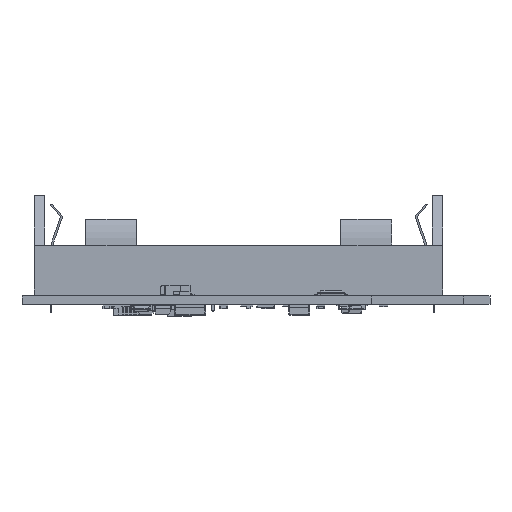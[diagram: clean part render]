
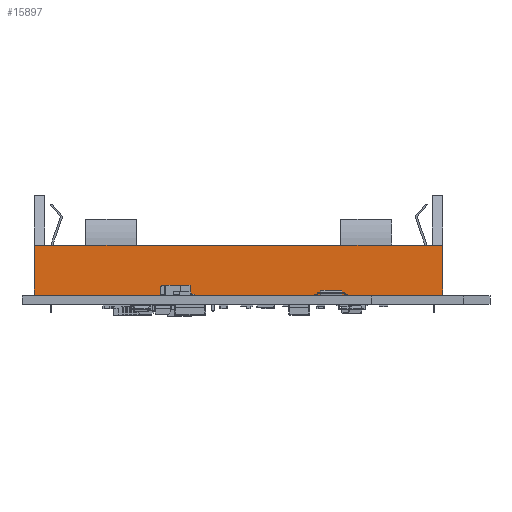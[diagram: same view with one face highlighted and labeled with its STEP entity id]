
A CAD part, front view. The second image highlights one B-rep face of the part: STEP entity #15897.
In plain terms, the highlighted planar face has unit normal (0, -1, 0).
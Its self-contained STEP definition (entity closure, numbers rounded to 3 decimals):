
#15292 = VERTEX_POINT('',#15293);
#15293 = CARTESIAN_POINT('',(-3.17,-10.45,9.6));
#15299 = EDGE_CURVE('',#15292,#15300,#15302,.T.);
#15300 = VERTEX_POINT('',#15301);
#15301 = CARTESIAN_POINT('',(6.6,-10.45,9.6));
#15302 = LINE('',#15303,#15304);
#15303 = CARTESIAN_POINT('',(-3.17,-10.45,9.6));
#15304 = VECTOR('',#15305,1.);
#15305 = DIRECTION('',(1.,0.,0.));
#15324 = VERTEX_POINT('',#15325);
#15325 = CARTESIAN_POINT('',(16.255,-10.45,9.6));
#15331 = EDGE_CURVE('',#15324,#15332,#15334,.T.);
#15332 = VERTEX_POINT('',#15333);
#15333 = CARTESIAN_POINT('',(55.105,-10.45,9.6));
#15334 = LINE('',#15335,#15336);
#15335 = CARTESIAN_POINT('',(-3.17,-10.45,9.6));
#15336 = VECTOR('',#15337,1.);
#15337 = DIRECTION('',(1.,0.,0.));
#15356 = VERTEX_POINT('',#15357);
#15357 = CARTESIAN_POINT('',(64.76,-10.45,9.6));
#15363 = EDGE_CURVE('',#15356,#15364,#15366,.T.);
#15364 = VERTEX_POINT('',#15365);
#15365 = CARTESIAN_POINT('',(74.53,-10.45,9.6));
#15366 = LINE('',#15367,#15368);
#15367 = CARTESIAN_POINT('',(-3.17,-10.45,9.6));
#15368 = VECTOR('',#15369,1.);
#15369 = DIRECTION('',(1.,0.,0.));
#15869 = VERTEX_POINT('',#15870);
#15870 = CARTESIAN_POINT('',(-3.17,-10.45,0.1));
#15876 = EDGE_CURVE('',#15869,#15292,#15877,.T.);
#15877 = LINE('',#15878,#15879);
#15878 = CARTESIAN_POINT('',(-3.17,-10.45,0.1));
#15879 = VECTOR('',#15880,1.);
#15880 = DIRECTION('',(0.,0.,1.));
#15897 = ADVANCED_FACE('',(#15898),#15930,.F.);
#15898 = FACE_BOUND('',#15899,.F.);
#15899 = EDGE_LOOP('',(#15900,#15908,#15909,#15910,#15916,#15917,#15923,
    #15924));
#15900 = ORIENTED_EDGE('',*,*,#15901,.F.);
#15901 = EDGE_CURVE('',#15869,#15902,#15904,.T.);
#15902 = VERTEX_POINT('',#15903);
#15903 = CARTESIAN_POINT('',(74.53,-10.45,0.1));
#15904 = LINE('',#15905,#15906);
#15905 = CARTESIAN_POINT('',(-3.17,-10.45,0.1));
#15906 = VECTOR('',#15907,1.);
#15907 = DIRECTION('',(1.,0.,0.));
#15908 = ORIENTED_EDGE('',*,*,#15876,.T.);
#15909 = ORIENTED_EDGE('',*,*,#15299,.T.);
#15910 = ORIENTED_EDGE('',*,*,#15911,.T.);
#15911 = EDGE_CURVE('',#15300,#15324,#15912,.T.);
#15912 = LINE('',#15913,#15914);
#15913 = CARTESIAN_POINT('',(-3.17,-10.45,9.6));
#15914 = VECTOR('',#15915,1.);
#15915 = DIRECTION('',(1.,0.,0.));
#15916 = ORIENTED_EDGE('',*,*,#15331,.T.);
#15917 = ORIENTED_EDGE('',*,*,#15918,.T.);
#15918 = EDGE_CURVE('',#15332,#15356,#15919,.T.);
#15919 = LINE('',#15920,#15921);
#15920 = CARTESIAN_POINT('',(-3.17,-10.45,9.6));
#15921 = VECTOR('',#15922,1.);
#15922 = DIRECTION('',(1.,0.,0.));
#15923 = ORIENTED_EDGE('',*,*,#15363,.T.);
#15924 = ORIENTED_EDGE('',*,*,#15925,.F.);
#15925 = EDGE_CURVE('',#15902,#15364,#15926,.T.);
#15926 = LINE('',#15927,#15928);
#15927 = CARTESIAN_POINT('',(74.53,-10.45,0.1));
#15928 = VECTOR('',#15929,1.);
#15929 = DIRECTION('',(0.,0.,1.));
#15930 = PLANE('',#15931);
#15931 = AXIS2_PLACEMENT_3D('',#15932,#15933,#15934);
#15932 = CARTESIAN_POINT('',(-3.17,-10.45,0.1));
#15933 = DIRECTION('',(0.,1.,0.));
#15934 = DIRECTION('',(1.,0.,0.));
